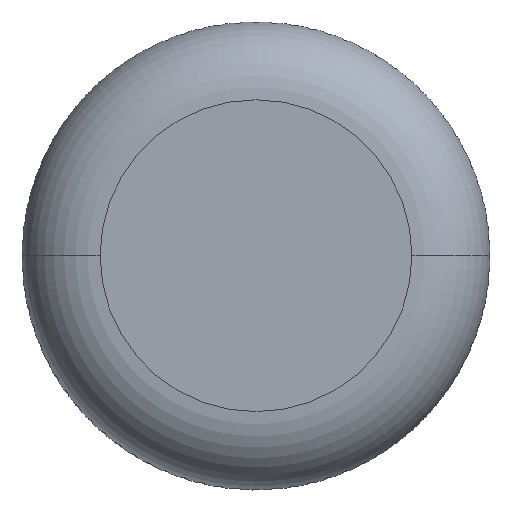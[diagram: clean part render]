
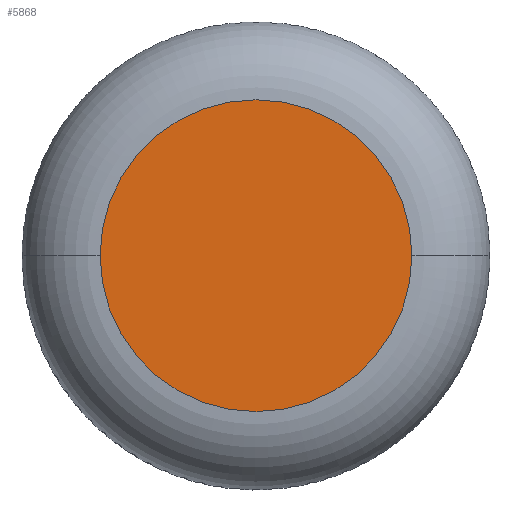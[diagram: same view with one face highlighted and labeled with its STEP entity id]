
A CAD part, top view. The second image highlights one B-rep face of the part: STEP entity #5868.
In plain terms, the highlighted planar face has unit normal (0, 0, 1).
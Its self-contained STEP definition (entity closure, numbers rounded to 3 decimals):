
#13 = DIRECTION ( 'NONE',  ( 0., 0., 1. ) ) ;
#278 = CIRCLE ( 'NONE', #6882, 4. ) ;
#546 = DIRECTION ( 'NONE',  ( 0., 0., 1. ) ) ;
#593 = PLANE ( 'NONE',  #4408 ) ;
#1272 = DIRECTION ( 'NONE',  ( 1., 0., 0. ) ) ;
#2166 = CARTESIAN_POINT ( 'NONE',  ( -4., 0., 8. ) ) ;
#2739 = AXIS2_PLACEMENT_3D ( 'NONE', #3712, #546, #3664 ) ;
#3061 = CARTESIAN_POINT ( 'NONE',  ( 0., 0., 8. ) ) ;
#3421 = ORIENTED_EDGE ( 'NONE', *, *, #3999, .T. ) ;
#3664 = DIRECTION ( 'NONE',  ( 1., 0., 0. ) ) ;
#3712 = CARTESIAN_POINT ( 'NONE',  ( 0., 0., 8. ) ) ;
#3778 = EDGE_CURVE ( 'NONE', #4409, #4372, #6188, .T. ) ;
#3863 = CARTESIAN_POINT ( 'NONE',  ( 0., 0., 8. ) ) ;
#3886 = DIRECTION ( 'NONE',  ( 0., 0., 1. ) ) ;
#3998 = ORIENTED_EDGE ( 'NONE', *, *, #3778, .T. ) ;
#3999 = EDGE_CURVE ( 'NONE', #4372, #4409, #278, .T. ) ;
#4372 = VERTEX_POINT ( 'NONE', #4456 ) ;
#4408 = AXIS2_PLACEMENT_3D ( 'NONE', #3061, #13, #1272 ) ;
#4409 = VERTEX_POINT ( 'NONE', #2166 ) ;
#4456 = CARTESIAN_POINT ( 'NONE',  ( 4., 0., 8. ) ) ;
#5868 = ADVANCED_FACE ( 'NONE', ( #6745 ), #593, .T. ) ;
#6188 = CIRCLE ( 'NONE', #2739, 4. ) ;
#6483 = DIRECTION ( 'NONE',  ( 1., 0., 0. ) ) ;
#6745 = FACE_OUTER_BOUND ( 'NONE', #6877, .T. ) ;
#6877 = EDGE_LOOP ( 'NONE', ( #3421, #3998 ) ) ;
#6882 = AXIS2_PLACEMENT_3D ( 'NONE', #3863, #3886, #6483 ) ;
